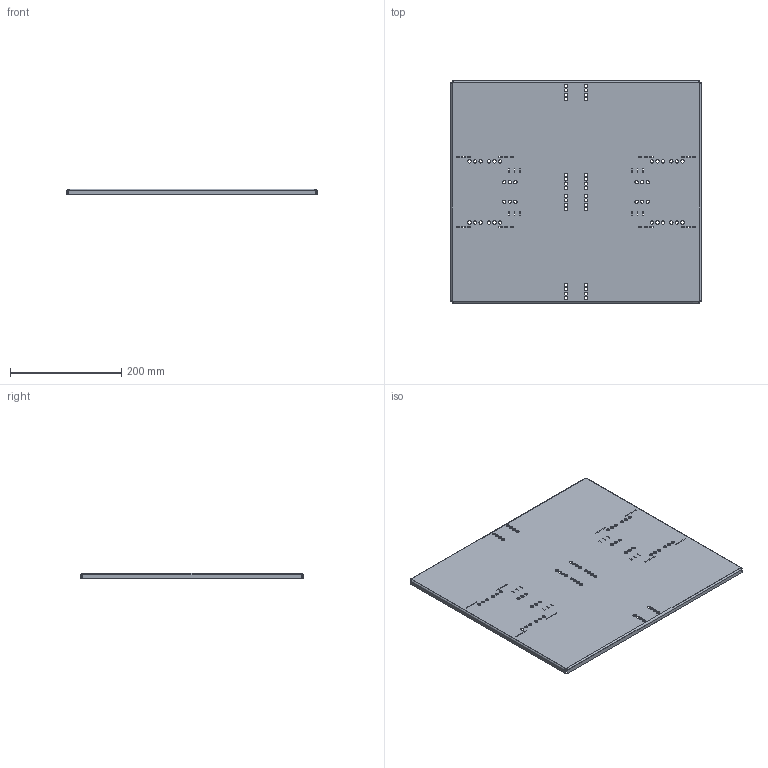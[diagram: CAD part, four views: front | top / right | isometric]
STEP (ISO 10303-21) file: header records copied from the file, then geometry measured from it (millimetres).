
FILE_DESCRIPTION(/* description */ (''),/* implementation_level */ '2;1');
FILE_NAME(/* name */ 'P0006_OB_200327.step',/* time_stamp */ '2020-03-29T16:51:28+02:00',/* author */ (''),/* organization */ (''),/* preprocessor_version */ 'ST-DEVELOPER v18',/* originating_system */ 'Autodesk Translation Framework v8.12.0.6',/* authorisation */ '');
FILE_SCHEMA (('AUTOMOTIVE_DESIGN { 1 0 10303 214 3 1 1 }'));
Length unit declared in the file: millimetre
Products named in the file (1): P0006_OB_200327
Bounding box: 450 x 400 x 10 mm (x, y, z)
Volume: 285470.9 mm3; surface area: 386038.2 mm2
Topology: 1 solids, 1 shells, 262 faces, 796 edges, 536 vertices
Faces by surface type: plane 166, cylinder 88, bspline 8
Full cylindrical faces by diameter (mm): 6 x68
Entity records: 9633 total; most frequent: CARTESIAN_POINT 1895, ORIENTED_EDGE 1592, DIRECTION 1482, EDGE_CURVE 796, LINE 588, VECTOR 588, VERTEX_POINT 536, EDGE_LOOP 470
